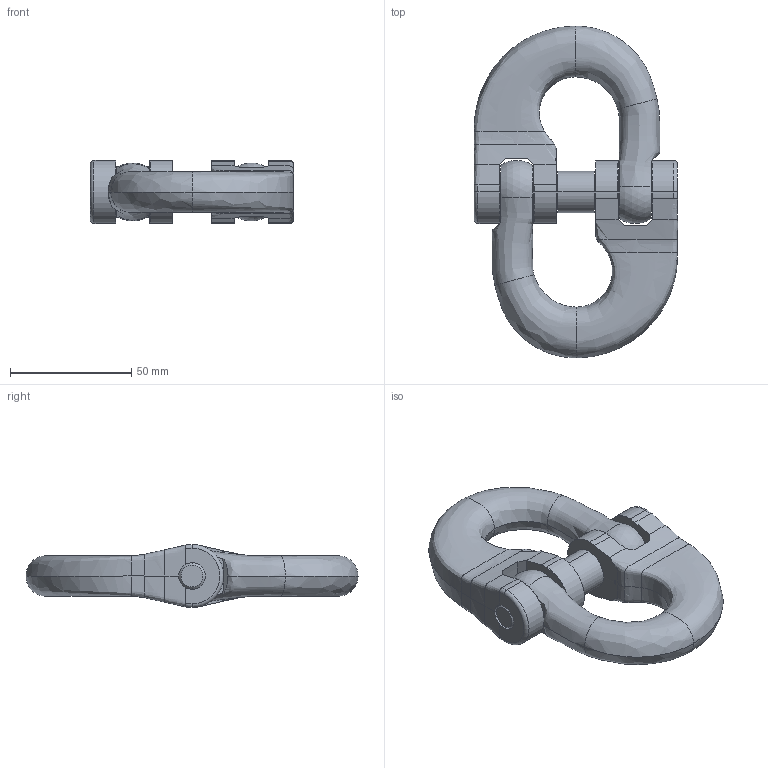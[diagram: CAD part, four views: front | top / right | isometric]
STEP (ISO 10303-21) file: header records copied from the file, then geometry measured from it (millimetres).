
FILE_DESCRIPTION(('STEP AP214'),'1');
FILE_NAME('cwp_13.stp','2017-07-06T20:21:19',('TraceParts'),('TraceParts S.A.'),'Spatial InterOp 3D',' ',' ');
FILE_SCHEMA(('automotive_design'));
Length unit declared in the file: millimetre
Products named in the file (4): cwp_13_1; cwp_13_2; cwp_13_3; cwp_13_4
Bounding box: 84.11 x 137 x 26 mm (x, y, z)
Volume: 116091.3 mm3; surface area: 32765.3 mm2
Topology: 4 solids, 4 shells, 118 faces, 392 edges, 282 vertices
Faces by surface type: cylinder 38, bspline 32, torus 18, plane 16, cone 10, sphere 4
Entity records: 18430 total; most frequent: CARTESIAN_POINT 14322, ORIENTED_EDGE 784, DIRECTION 466, EDGE_CURVE 392, VERTEX_POINT 282, B_SPLINE_CURVE_WITH_KNOTS 232, AXIS2_PLACEMENT_3D 216, EDGE_LOOP 132
